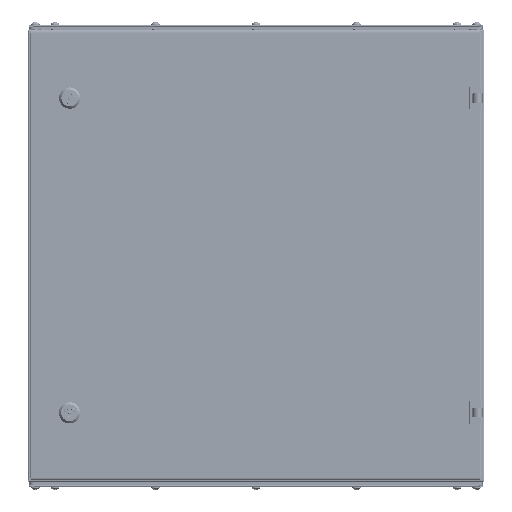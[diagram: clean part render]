
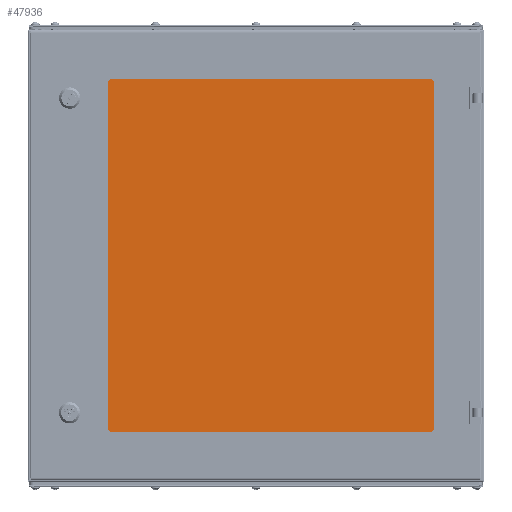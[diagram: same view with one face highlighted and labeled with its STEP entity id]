
A CAD part, top view. The second image highlights one B-rep face of the part: STEP entity #47936.
In plain terms, the highlighted planar face has unit normal (0, 0, 1).
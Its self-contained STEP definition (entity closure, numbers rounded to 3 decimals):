
#1520 = AXIS2_PLACEMENT_3D ( 'NONE', #17963, #10652, #53121 ) ;
#5108 = CARTESIAN_POINT ( 'NONE',  ( 227.75, -235.5, 4. ) ) ;
#6490 = VERTEX_POINT ( 'NONE', #26960 ) ;
#6501 = EDGE_CURVE ( 'NONE', #16528, #29318, #75426, .T. ) ;
#6993 = EDGE_CURVE ( 'NONE', #29318, #89740, #61385, .T. ) ;
#7398 = CARTESIAN_POINT ( 'NONE',  ( 0., 0., 4. ) ) ;
#7782 = CARTESIAN_POINT ( 'NONE',  ( 217.75, 235.5, 4. ) ) ;
#8932 = AXIS2_PLACEMENT_3D ( 'NONE', #35538, #13155, #83563 ) ;
#10241 = DIRECTION ( 'NONE',  ( 1., 0., 0. ) ) ;
#10440 = VECTOR ( 'NONE', #77203, 1000. ) ;
#10652 = DIRECTION ( 'NONE',  ( 0., 0., 1. ) ) ;
#11710 = ORIENTED_EDGE ( 'NONE', *, *, #28448, .T. ) ;
#12020 = ORIENTED_EDGE ( 'NONE', *, *, #75952, .T. ) ;
#12317 = CIRCLE ( 'NONE', #56053, 10. ) ;
#13155 = DIRECTION ( 'NONE',  ( 0., 0., 1. ) ) ;
#16298 = CIRCLE ( 'NONE', #33838, 10. ) ;
#16356 = VERTEX_POINT ( 'NONE', #53997 ) ;
#16528 = VERTEX_POINT ( 'NONE', #34739 ) ;
#16695 = ORIENTED_EDGE ( 'NONE', *, *, #52178, .T. ) ;
#17963 = CARTESIAN_POINT ( 'NONE',  ( -217.75, -235.5, 4. ) ) ;
#18250 = CARTESIAN_POINT ( 'NONE',  ( 217.75, -245.5, 4. ) ) ;
#22438 = DIRECTION ( 'NONE',  ( 0., 0., -1. ) ) ;
#26061 = CARTESIAN_POINT ( 'NONE',  ( -227.75, 245.5, 4. ) ) ;
#26960 = CARTESIAN_POINT ( 'NONE',  ( 217.75, 245.5, 4. ) ) ;
#27748 = EDGE_LOOP ( 'NONE', ( #16695, #28116, #34002, #11710, #69969, #12020, #34992, #73572 ) ) ;
#28116 = ORIENTED_EDGE ( 'NONE', *, *, #88149, .T. ) ;
#28448 = EDGE_CURVE ( 'NONE', #60075, #6490, #12317, .T. ) ;
#29318 = VERTEX_POINT ( 'NONE', #54976 ) ;
#29877 = DIRECTION ( 'NONE',  ( -1., 0., 0. ) ) ;
#30278 = VECTOR ( 'NONE', #29877, 1000. ) ;
#31938 = DIRECTION ( 'NONE',  ( 0., 0., 1. ) ) ;
#33838 = AXIS2_PLACEMENT_3D ( 'NONE', #81319, #31938, #66245 ) ;
#34002 = ORIENTED_EDGE ( 'NONE', *, *, #58410, .T. ) ;
#34739 = CARTESIAN_POINT ( 'NONE',  ( -227.75, 235.5, 4. ) ) ;
#34992 = ORIENTED_EDGE ( 'NONE', *, *, #6501, .T. ) ;
#35538 = CARTESIAN_POINT ( 'NONE',  ( -217.75, 235.5, 4. ) ) ;
#42124 = PLANE ( 'NONE',  #57632 ) ;
#47936 = ADVANCED_FACE ( 'NONE', ( #85099 ), #42124, .F. ) ;
#49952 = CARTESIAN_POINT ( 'NONE',  ( -217.75, -245.5, 4. ) ) ;
#52178 = EDGE_CURVE ( 'NONE', #89740, #64990, #64664, .T. ) ;
#52263 = CARTESIAN_POINT ( 'NONE',  ( -227.75, -245.5, 4. ) ) ;
#53121 = DIRECTION ( 'NONE',  ( -1., 0., 0. ) ) ;
#53997 = CARTESIAN_POINT ( 'NONE',  ( -217.75, 245.5, 4. ) ) ;
#54813 = DIRECTION ( 'NONE',  ( 0., -1., 0. ) ) ;
#54976 = CARTESIAN_POINT ( 'NONE',  ( -227.75, -235.5, 4. ) ) ;
#55034 = CARTESIAN_POINT ( 'NONE',  ( 227.75, 235.5, 4. ) ) ;
#56053 = AXIS2_PLACEMENT_3D ( 'NONE', #7782, #63539, #83700 ) ;
#57632 = AXIS2_PLACEMENT_3D ( 'NONE', #7398, #22438, #78234 ) ;
#58410 = EDGE_CURVE ( 'NONE', #77257, #60075, #69906, .T. ) ;
#60075 = VERTEX_POINT ( 'NONE', #55034 ) ;
#61385 = CIRCLE ( 'NONE', #1520, 10. ) ;
#63539 = DIRECTION ( 'NONE',  ( 0., 0., 1. ) ) ;
#64664 = LINE ( 'NONE', #52263, #90213 ) ;
#64990 = VERTEX_POINT ( 'NONE', #18250 ) ;
#66245 = DIRECTION ( 'NONE',  ( -1., 0., 0. ) ) ;
#67466 = EDGE_CURVE ( 'NONE', #6490, #16356, #88737, .T. ) ;
#69906 = LINE ( 'NONE', #70350, #10440 ) ;
#69969 = ORIENTED_EDGE ( 'NONE', *, *, #67466, .T. ) ;
#70350 = CARTESIAN_POINT ( 'NONE',  ( 227.75, -245.5, 4. ) ) ;
#73572 = ORIENTED_EDGE ( 'NONE', *, *, #6993, .T. ) ;
#75426 = LINE ( 'NONE', #83651, #77455 ) ;
#75952 = EDGE_CURVE ( 'NONE', #16356, #16528, #79037, .T. ) ;
#77203 = DIRECTION ( 'NONE',  ( 0., 1., 0. ) ) ;
#77257 = VERTEX_POINT ( 'NONE', #5108 ) ;
#77455 = VECTOR ( 'NONE', #54813, 1000. ) ;
#78234 = DIRECTION ( 'NONE',  ( -1., 0., 0. ) ) ;
#79037 = CIRCLE ( 'NONE', #8932, 10. ) ;
#81319 = CARTESIAN_POINT ( 'NONE',  ( 217.75, -235.5, 4. ) ) ;
#83563 = DIRECTION ( 'NONE',  ( -1., 0., 0. ) ) ;
#83651 = CARTESIAN_POINT ( 'NONE',  ( -227.75, -245.5, 4. ) ) ;
#83700 = DIRECTION ( 'NONE',  ( -1., 0., 0. ) ) ;
#85099 = FACE_OUTER_BOUND ( 'NONE', #27748, .T. ) ;
#88149 = EDGE_CURVE ( 'NONE', #64990, #77257, #16298, .T. ) ;
#88737 = LINE ( 'NONE', #26061, #30278 ) ;
#89740 = VERTEX_POINT ( 'NONE', #49952 ) ;
#90213 = VECTOR ( 'NONE', #10241, 1000. ) ;
